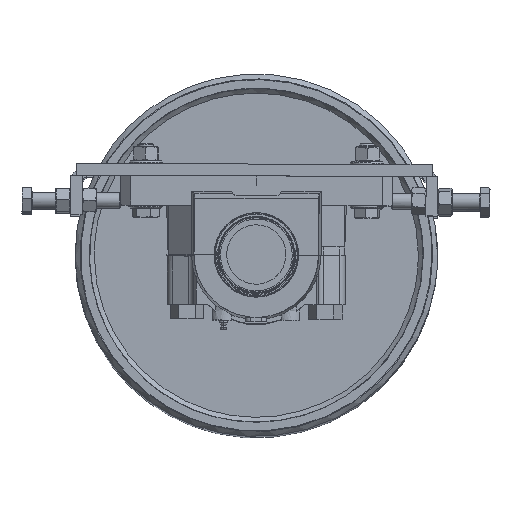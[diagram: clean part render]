
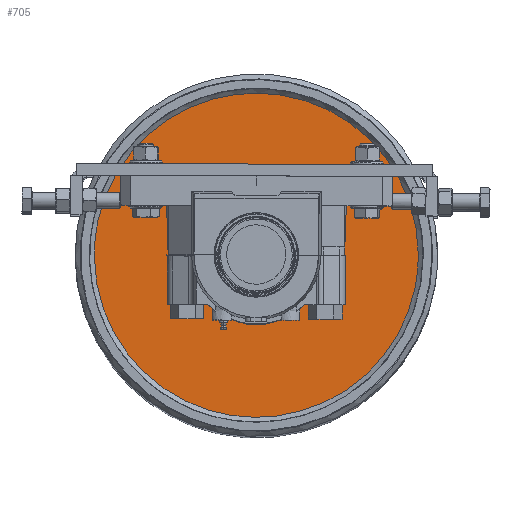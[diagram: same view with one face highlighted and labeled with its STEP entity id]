
A CAD part, top view. The second image highlights one B-rep face of the part: STEP entity #705.
In plain terms, the highlighted free-form (B-spline) face has degree [1, 1] with [2, 2] control points.
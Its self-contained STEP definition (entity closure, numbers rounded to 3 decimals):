
#605 = EDGE_CURVE('',#606,#606,#608,.T.);
#606 = VERTEX_POINT('',#607);
#607 = CARTESIAN_POINT('',(40.957,0.,
    796.393));
#608 = ( BOUNDED_CURVE() B_SPLINE_CURVE(2,(#609,#610,#611,#612,#613,#614
,#615),.UNSPECIFIED.,.T.,.F.) B_SPLINE_CURVE_WITH_KNOTS((3,2,2,3),(
    3.142,5.236,7.33,9.425),
.PIECEWISE_BEZIER_KNOTS.) CURVE() GEOMETRIC_REPRESENTATION_ITEM() 
RATIONAL_B_SPLINE_CURVE((1.,0.5,1.,0.5,1.,0.5,1.)) REPRESENTATION_ITEM(
  '') );
#609 = CARTESIAN_POINT('',(40.957,0.,
    796.393));
#610 = CARTESIAN_POINT('',(40.957,-70.94,
    796.393));
#611 = CARTESIAN_POINT('',(-20.479,-35.47,
    796.393));
#612 = CARTESIAN_POINT('',(-81.915,0.,
    796.393));
#613 = CARTESIAN_POINT('',(-20.479,35.47,
    796.393));
#614 = CARTESIAN_POINT('',(40.957,70.94,
    796.393));
#615 = CARTESIAN_POINT('',(40.957,0.,
    796.393));
#657 = EDGE_CURVE('',#658,#658,#660,.T.);
#658 = VERTEX_POINT('',#659);
#659 = CARTESIAN_POINT('',(153.59,0.,
    796.393));
#660 = ( BOUNDED_CURVE() B_SPLINE_CURVE(2,(#661,#662,#663,#664,#665,#666
,#667),.UNSPECIFIED.,.T.,.F.) B_SPLINE_CURVE_WITH_KNOTS((3,2,2,3),(
    3.142,5.236,7.33,9.425),
.PIECEWISE_BEZIER_KNOTS.) CURVE() GEOMETRIC_REPRESENTATION_ITEM() 
RATIONAL_B_SPLINE_CURVE((1.,0.5,1.,0.5,1.,0.5,1.)) REPRESENTATION_ITEM(
  '') );
#661 = CARTESIAN_POINT('',(153.59,0.,
    796.393));
#662 = CARTESIAN_POINT('',(153.59,-266.026,
    796.393));
#663 = CARTESIAN_POINT('',(-76.795,-133.013,
    796.393));
#664 = CARTESIAN_POINT('',(-307.18,0.,
    796.393));
#665 = CARTESIAN_POINT('',(-76.795,133.013,
    796.393));
#666 = CARTESIAN_POINT('',(153.59,266.026,
    796.393));
#667 = CARTESIAN_POINT('',(153.59,0.,
    796.393));
#705 = ADVANCED_FACE('',(#706,#709),#712,.F.);
#706 = FACE_BOUND('',#707,.T.);
#707 = EDGE_LOOP('',(#708));
#708 = ORIENTED_EDGE('',*,*,#657,.F.);
#709 = FACE_BOUND('',#710,.T.);
#710 = EDGE_LOOP('',(#711));
#711 = ORIENTED_EDGE('',*,*,#605,.T.);
#712 = B_SPLINE_SURFACE_WITH_KNOTS('',1,1,(
    (#713,#714)
    ,(#715,#716
  )),.UNSPECIFIED.,.F.,.F.,.F.,(2,2),(2,2),(-168.75,168.75),(-168.75,
    168.75),.PIECEWISE_BEZIER_KNOTS.);
#713 = CARTESIAN_POINT('',(153.59,-153.59,
    796.393));
#714 = CARTESIAN_POINT('',(153.59,153.59,796.393
    ));
#715 = CARTESIAN_POINT('',(-153.59,-153.59,
    796.393));
#716 = CARTESIAN_POINT('',(-153.59,153.59,
    796.393));
